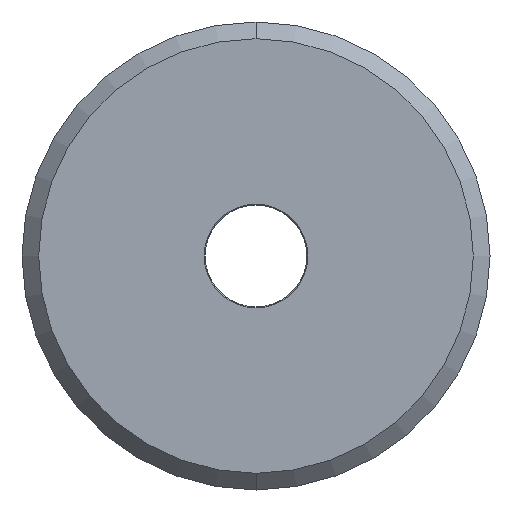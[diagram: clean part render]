
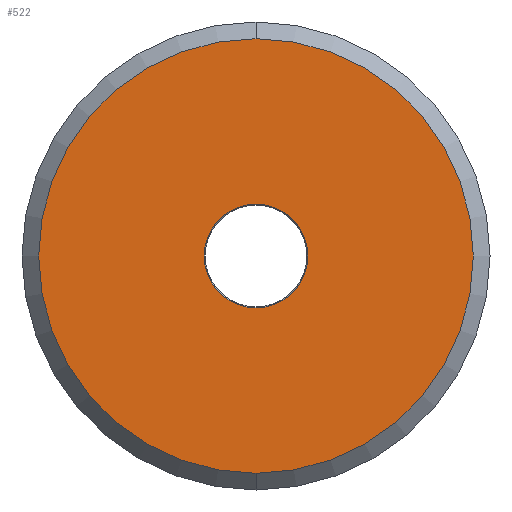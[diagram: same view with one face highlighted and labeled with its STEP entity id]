
A CAD part, front view. The second image highlights one B-rep face of the part: STEP entity #522.
In plain terms, the highlighted planar face has unit normal (0, -1, 0).
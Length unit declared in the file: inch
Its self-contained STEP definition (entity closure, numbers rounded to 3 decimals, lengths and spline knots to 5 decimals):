
#21 = FACE_BOUND ( 'NONE', #494, .T. ) ;
#33 = DIRECTION ( 'NONE',  ( 0., 1., 0. ) ) ;
#51 = DIRECTION ( 'NONE',  ( 0., -1., 0. ) ) ;
#56 = DIRECTION ( 'NONE',  ( 0., 1., 0. ) ) ;
#75 = ORIENTED_EDGE ( 'NONE', *, *, #884, .T. ) ;
#93 = PLANE ( 'NONE',  #843 ) ;
#95 = DIRECTION ( 'NONE',  ( 0., 0., 1. ) ) ;
#96 = FACE_OUTER_BOUND ( 'NONE', #198, .T. ) ;
#114 = VERTEX_POINT ( 'NONE', #480 ) ;
#160 = DIRECTION ( 'NONE',  ( 0., 0., 1. ) ) ;
#167 = CARTESIAN_POINT ( 'NONE',  ( -1.75, 0., 0. ) ) ;
#198 = EDGE_LOOP ( 'NONE', ( #466, #539 ) ) ;
#259 = AXIS2_PLACEMENT_3D ( 'NONE', #468, #51, #615 ) ;
#263 = CARTESIAN_POINT ( 'NONE',  ( 0., 0., 0.38758 ) ) ;
#297 = CARTESIAN_POINT ( 'NONE',  ( 0., 0., 0. ) ) ;
#342 = CARTESIAN_POINT ( 'NONE',  ( 0., 0., 0. ) ) ;
#406 = AXIS2_PLACEMENT_3D ( 'NONE', #342, #56, #408 ) ;
#408 = DIRECTION ( 'NONE',  ( 0., 0., 1. ) ) ;
#415 = EDGE_CURVE ( 'NONE', #114, #667, #454, .T. ) ;
#417 = VERTEX_POINT ( 'NONE', #495 ) ;
#439 = DIRECTION ( 'NONE',  ( 0., -1., 0. ) ) ;
#454 = CIRCLE ( 'NONE', #745, 0.38758 ) ;
#458 = EDGE_CURVE ( 'NONE', #417, #660, #851, .T. ) ;
#461 = CARTESIAN_POINT ( 'NONE',  ( 0., 0., -1.625 ) ) ;
#466 = ORIENTED_EDGE ( 'NONE', *, *, #458, .T. ) ;
#468 = CARTESIAN_POINT ( 'NONE',  ( 0., 0., 0. ) ) ;
#469 = AXIS2_PLACEMENT_3D ( 'NONE', #511, #439, #95 ) ;
#480 = CARTESIAN_POINT ( 'NONE',  ( 0., 0., -0.38758 ) ) ;
#494 = EDGE_LOOP ( 'NONE', ( #753, #75 ) ) ;
#495 = CARTESIAN_POINT ( 'NONE',  ( 0., 0., 1.625 ) ) ;
#503 = CIRCLE ( 'NONE', #406, 0.38758 ) ;
#511 = CARTESIAN_POINT ( 'NONE',  ( 0., 0., 0. ) ) ;
#522 = ADVANCED_FACE ( 'NONE', ( #96, #21 ), #93, .F. ) ;
#539 = ORIENTED_EDGE ( 'NONE', *, *, #744, .T. ) ;
#611 = CIRCLE ( 'NONE', #259, 1.625 ) ;
#615 = DIRECTION ( 'NONE',  ( 0., 0., 1. ) ) ;
#660 = VERTEX_POINT ( 'NONE', #461 ) ;
#667 = VERTEX_POINT ( 'NONE', #263 ) ;
#730 = DIRECTION ( 'NONE',  ( 0., 1., 0. ) ) ;
#744 = EDGE_CURVE ( 'NONE', #660, #417, #611, .T. ) ;
#745 = AXIS2_PLACEMENT_3D ( 'NONE', #297, #33, #160 ) ;
#753 = ORIENTED_EDGE ( 'NONE', *, *, #415, .T. ) ;
#843 = AXIS2_PLACEMENT_3D ( 'NONE', #167, #730, #873 ) ;
#851 = CIRCLE ( 'NONE', #469, 1.625 ) ;
#873 = DIRECTION ( 'NONE',  ( 0., 0., 1. ) ) ;
#884 = EDGE_CURVE ( 'NONE', #667, #114, #503, .T. ) ;
